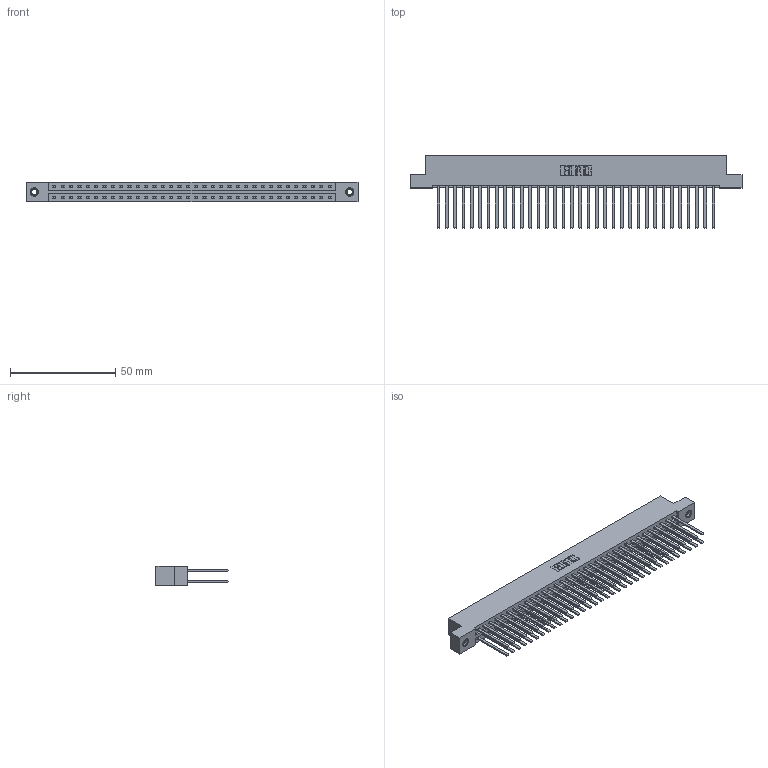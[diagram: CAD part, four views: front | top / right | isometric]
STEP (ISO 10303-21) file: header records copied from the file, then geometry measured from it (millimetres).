
FILE_DESCRIPTION (( 'STEP AP203' ), '1' );
FILE_NAME ('337-068-544-207.STEP', '2019-10-10T00:26:46', ( '' ), ( '' ), 'SwSTEP 2.0', 'SolidWorks 2016', '' );
FILE_SCHEMA (( 'CONFIG_CONTROL_DESIGN' ));
Length unit declared in the file: inch
Products named in the file (4): 337-068-544-207; 345-250-001_345-250-005-103; 345-292-001_345-293-144; 337 Part_Flush Mounting Lugs - 0.156 Dia-TI
Assembly tree (71 placements, depth 2):
  337-068-544-207
    337 Part_Flush Mounting Lugs - 0.156 Dia-TI
    345-292-001_345-293-144  x68
    345-250-001_345-250-005-103  x2
Bounding box: 157.73 x 34.3 x 9.4 mm (x, y, z)
Volume: 17456.5 mm3; surface area: 22806.8 mm2
Topology: 71 solids, 71 shells, 3438 faces, 10171 edges, 6682 vertices
Faces by surface type: plane 2414, cylinder 1008, cone 12, torus 4
Entity records: 28398 total; most frequent: CARTESIAN_POINT 4769, ORIENTED_EDGE 4698, DIRECTION 4099, EDGE_CURVE 2349, VECTOR 2205, LINE 2205, VERTEX_POINT 1560, AXIS2_PLACEMENT_3D 947
